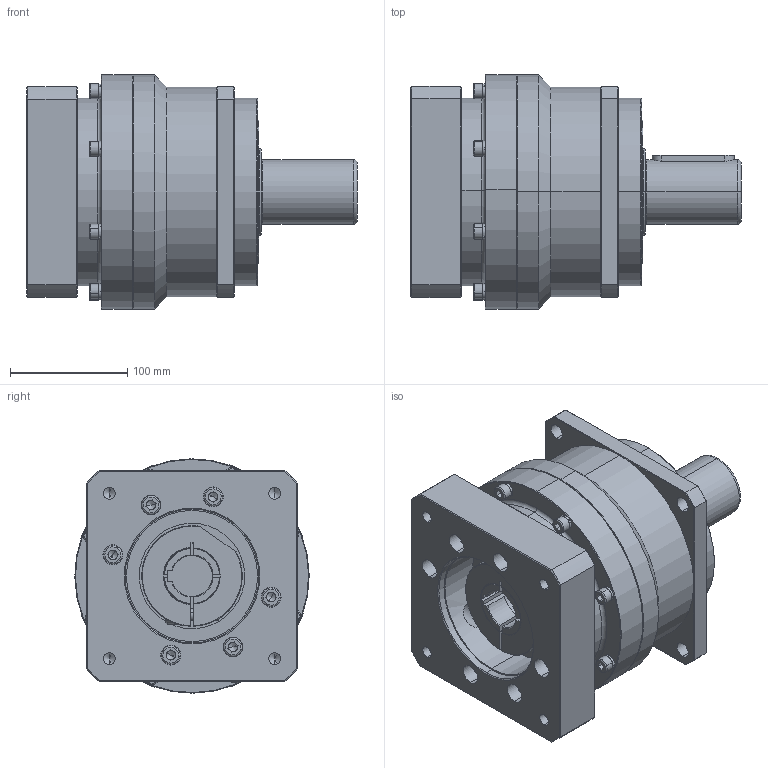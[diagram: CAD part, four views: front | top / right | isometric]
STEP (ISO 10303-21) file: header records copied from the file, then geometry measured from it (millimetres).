
FILE_DESCRIPTION (( 'STEP AP203' ), '1' );
FILE_NAME ('KS180L1-114.3-35-82-M12-200俋倛芞.step', '2022-10-19T03:06:59', ( 'PC' ), ( 'Microsoft' ), 'SwSTEP 2.0', 'SolidWorks 2016', '' );
FILE_SCHEMA (( 'CONFIG_CONTROL_DESIGN' ));
Length unit declared in the file: millimetre
Products named in the file (11): KS180L1-114.3-35-82-M12-200俋倛芞; KS180笢潔楊擘俋倛芞; 萇儂楊擘D114.3M12-200F180H43; KB180输入轴D35DJ外形图; 標杶48; hexagon socket head cap screws gb_GB_FASTENER_SCREWS_HSHCS M10X35-N; spring lock washers--normal type gb_GB_FASTENER_WASHER_SW 10; hexagon socket head cap screws gb_GB_FASTENER_SCREWS_HSHCS M8X35-N; spring lock washers--normal type gb_GB_FASTENER_WASHER_SW 8; hex socket set screws with flat point gb_GB_FASTENER_SCREWS_HSFP M20X20-N; KS180一级齿圈加出轴外形图
Assembly tree (35 placements, depth 2):
  KS180L1-114.3-35-82-M12-200俋倛芞
    KS180一级齿圈加出轴外形图
    KS180笢潔楊擘俋倛芞
    萇儂楊擘D114.3M12-200F180H43
    KB180输入轴D35DJ外形图
    標杶48
    hexagon socket head cap screws gb_GB_FASTENER_SCREWS_HSHCS M10X35-N  x7
    spring lock washers--normal type gb_GB_FASTENER_WASHER_SW 10  x6
    hexagon socket head cap screws gb_GB_FASTENER_SCREWS_HSHCS M8X35-N  x8
    spring lock washers--normal type gb_GB_FASTENER_WASHER_SW 8  x8
    hex socket set screws with flat point gb_GB_FASTENER_SCREWS_HSFP M20X20-N
Bounding box: 282 x 200 x 200 mm (x, y, z)
Volume: 5085008.1 mm3; surface area: 438919.7 mm2
Topology: 35 solids, 35 shells, 956 faces, 2252 edges, 1378 vertices
Faces by surface type: plane 409, cylinder 346, cone 163, torus 38
Entity records: 17138 total; most frequent: CARTESIAN_POINT 3015, DIRECTION 2799, ORIENTED_EDGE 2400, EDGE_CURVE 1200, AXIS2_PLACEMENT_3D 1125, VERTEX_POINT 757, EDGE_LOOP 605, CIRCLE 576
